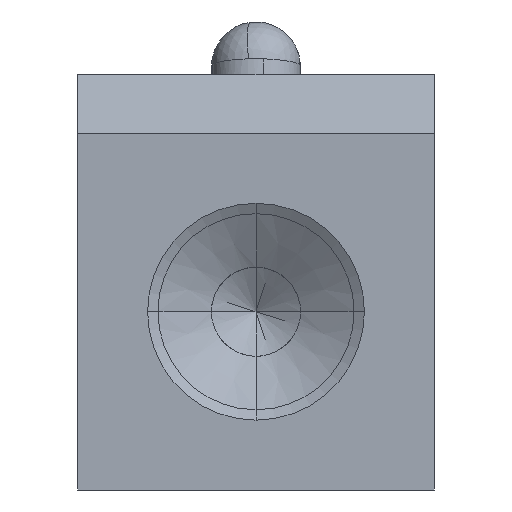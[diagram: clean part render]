
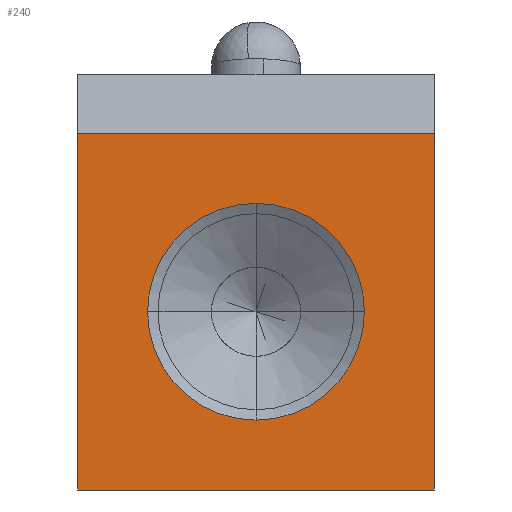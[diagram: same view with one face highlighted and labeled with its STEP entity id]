
A CAD part, front view. The second image highlights one B-rep face of the part: STEP entity #240.
In plain terms, the highlighted planar face has unit normal (0, -1, 0).
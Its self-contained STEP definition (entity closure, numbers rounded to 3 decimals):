
#240=ADVANCED_FACE('n_ 6663',(#509,#510),#511,.F.);
#509=FACE_OUTER_BOUND('',#801,.T.);
#510=FACE_BOUND('',#802,.T.);
#511=PLANE('',#803);
#801=EDGE_LOOP('',(#1476,#1477,#1478,#1479));
#802=EDGE_LOOP('',(#1480,#1481,#1482,#1483));
#803=AXIS2_PLACEMENT_3D('',#1484,#1485,#1486);
#1476=ORIENTED_EDGE('',*,*,#1993,.F.);
#1477=ORIENTED_EDGE('',*,*,#2059,.F.);
#1478=ORIENTED_EDGE('',*,*,#2060,.T.);
#1479=ORIENTED_EDGE('',*,*,#2055,.T.);
#1480=ORIENTED_EDGE('',*,*,#2061,.F.);
#1481=ORIENTED_EDGE('',*,*,#1806,.F.);
#1482=ORIENTED_EDGE('',*,*,#2062,.F.);
#1483=ORIENTED_EDGE('',*,*,#1904,.F.);
#1484=CARTESIAN_POINT('',(-11.269,-99.977,-12.6));
#1485=DIRECTION('',(-0.0,1.0,0.0));
#1486=DIRECTION('',(1.0,0.0,0.0));
#1806=EDGE_CURVE('n_ 6678',#2176,#2179,#2180,.T.);
#1904=EDGE_CURVE('n_ 6672',#2334,#2336,#2337,.T.);
#1993=EDGE_CURVE('n_ 6215',#2465,#2467,#2468,.T.);
#2055=EDGE_CURVE('n_ 6651',#2550,#2467,#2551,.T.);
#2059=EDGE_CURVE('n_ 6691',#2556,#2465,#2557,.T.);
#2060=EDGE_CURVE('n_ 6695',#2556,#2550,#2558,.T.);
#2061=EDGE_CURVE('n_ 6672',#2179,#2334,#2559,.T.);
#2062=EDGE_CURVE('n_ 6678',#2336,#2176,#2560,.T.);
#2176=VERTEX_POINT('',#43225);
#2179=VERTEX_POINT('',#43229);
#2180=CIRCLE('',#43230,4.865);
#2334=VERTEX_POINT('',#114941);
#2336=VERTEX_POINT('',#114944);
#2337=CIRCLE('',#114945,4.865);
#2465=VERTEX_POINT('',#160526);
#2467=VERTEX_POINT('',#160529);
#2468=LINE('',#160530,#160531);
#2550=VERTEX_POINT('',#160644);
#2551=LINE('',#160645,#160646);
#2556=VERTEX_POINT('',#160653);
#2557=LINE('',#160654,#160655);
#2558=LINE('',#160656,#160657);
#2559=CIRCLE('',#160658,4.865);
#2560=CIRCLE('',#160659,4.865);
#43225=CARTESIAN_POINT('',(-6.669,-99.977,-3.135));
#43229=CARTESIAN_POINT('',(-11.534,-99.977,-8.0));
#43230=AXIS2_PLACEMENT_3D('',#181414,#181415,#181416);
#114941=CARTESIAN_POINT('',(-6.669,-99.977,-12.865));
#114944=CARTESIAN_POINT('',(-1.804,-99.977,-8.0));
#114945=AXIS2_PLACEMENT_3D('',#181539,#181540,#181541);
#160526=CARTESIAN_POINT('',(1.331,-99.977,0.0));
#160529=CARTESIAN_POINT('',(1.331,-99.977,-16.0));
#160530=CARTESIAN_POINT('',(1.331,-99.977,-12.6));
#160531=VECTOR('',#181660,1.0);
#160644=CARTESIAN_POINT('',(-14.669,-99.977,-16.0));
#160645=CARTESIAN_POINT('',(-11.269,-99.977,-16.0));
#160646=VECTOR('',#181731,1.0);
#160653=CARTESIAN_POINT('',(-14.669,-99.977,0.0));
#160654=CARTESIAN_POINT('',(-11.269,-99.977,0.0));
#160655=VECTOR('',#181734,1.0);
#160656=CARTESIAN_POINT('',(-14.669,-99.977,-12.6));
#160657=VECTOR('',#181735,1.0);
#160658=AXIS2_PLACEMENT_3D('',#181736,#181737,#181738);
#160659=AXIS2_PLACEMENT_3D('',#181739,#181740,#181741);
#181414=CARTESIAN_POINT('',(-6.669,-99.977,-8.0));
#181415=DIRECTION('',(0.0,-1.0,0.0));
#181416=DIRECTION('',(0.0,0.0,-1.0));
#181539=CARTESIAN_POINT('',(-6.669,-99.977,-8.0));
#181540=DIRECTION('',(0.0,-1.0,0.0));
#181541=DIRECTION('',(0.0,0.0,-1.0));
#181660=DIRECTION('',(0.0,0.0,-1.0));
#181731=DIRECTION('',(1.0,0.0,0.0));
#181734=DIRECTION('',(1.0,0.0,0.0));
#181735=DIRECTION('',(0.0,0.0,-1.0));
#181736=CARTESIAN_POINT('',(-6.669,-99.977,-8.0));
#181737=DIRECTION('',(0.0,-1.0,0.0));
#181738=DIRECTION('',(0.0,0.0,-1.0));
#181739=CARTESIAN_POINT('',(-6.669,-99.977,-8.0));
#181740=DIRECTION('',(0.0,-1.0,0.0));
#181741=DIRECTION('',(0.0,0.0,-1.0));
